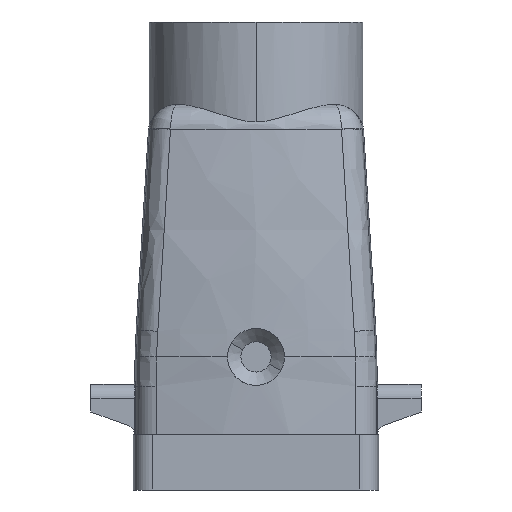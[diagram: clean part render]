
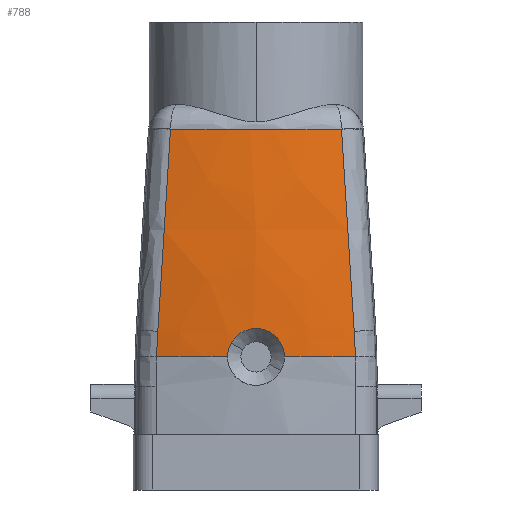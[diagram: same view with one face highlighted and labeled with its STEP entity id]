
A CAD part, front view. The second image highlights one B-rep face of the part: STEP entity #788.
In plain terms, the highlighted face is a revolution surface.
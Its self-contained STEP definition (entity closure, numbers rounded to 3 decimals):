
#710=AXIS2_PLACEMENT_3D('Circle Axis2P3D',#708,#709,$) ;
#741=AXIS2_PLACEMENT_3D('Circle Axis2P3D',#739,#740,$) ;
#772=AXIS2_PLACEMENT_3D('Circle Axis2P3D',#770,#771,$) ;
#577=CARTESIAN_POINT('Vertex',(21.1,0.196,14.5)) ;
#583=CARTESIAN_POINT('Control Point',(21.1,0.196,14.5)) ;
#584=CARTESIAN_POINT('Control Point',(21.1,0.196,15.198)) ;
#585=CARTESIAN_POINT('Control Point',(20.904,0.187,15.896)) ;
#586=CARTESIAN_POINT('Control Point',(20.51,0.168,16.521)) ;
#587=CARTESIAN_POINT('Control Point',(19.69,0.139,17.238)) ;
#588=CARTESIAN_POINT('Control Point',(18.678,0.124,17.555)) ;
#589=CARTESIAN_POINT('Control Point',(18.33,0.121,17.612)) ;
#590=CARTESIAN_POINT('Control Point',(17.38,0.12,17.632)) ;
#591=CARTESIAN_POINT('Control Point',(16.474,0.136,17.298)) ;
#592=CARTESIAN_POINT('Control Point',(15.967,0.152,16.953)) ;
#593=CARTESIAN_POINT('Control Point',(15.562,0.167,16.503)) ;
#594=CARTESIAN_POINT('Control Point',(15.279,0.179,15.986)) ;
#595=CARTESIAN_POINT('Vertex',(15.279,0.179,15.986)) ;
#673=CARTESIAN_POINT('Control Point',(14.9,0.196,14.5)) ;
#674=CARTESIAN_POINT('Control Point',(14.9,0.196,15.016)) ;
#675=CARTESIAN_POINT('Control Point',(15.032,0.19,15.532)) ;
#676=CARTESIAN_POINT('Control Point',(15.279,0.179,15.986)) ;
#677=CARTESIAN_POINT('Vertex',(14.9,0.196,14.5)) ;
#700=CARTESIAN_POINT('Control Point',(-2.,4.274,14.5)) ;
#701=CARTESIAN_POINT('Control Point',(-2.,4.274,22.797)) ;
#702=CARTESIAN_POINT('Control Point',(-1.812,4.705,31.095)) ;
#703=CARTESIAN_POINT('Control Point',(-1.437,5.563,39.339)) ;
#704=CARTESIAN_POINT('Axis1P Location',(18.,50.1,14.5)) ;
#708=CARTESIAN_POINT('Axis2P3D Location',(18.,50.1,14.5)) ;
#712=CARTESIAN_POINT('Vertex',(28.841,1.289,14.5)) ;
#716=CARTESIAN_POINT('Control Point',(28.703,1.277,17.293)) ;
#717=CARTESIAN_POINT('Control Point',(28.763,1.278,16.363)) ;
#718=CARTESIAN_POINT('Control Point',(28.809,1.282,15.432)) ;
#719=CARTESIAN_POINT('Control Point',(28.841,1.289,14.5)) ;
#720=CARTESIAN_POINT('Vertex',(28.703,1.277,17.293)) ;
#724=CARTESIAN_POINT('Control Point',(27.321,2.408,39.328)) ;
#725=CARTESIAN_POINT('Control Point',(27.77,1.649,32.009)) ;
#726=CARTESIAN_POINT('Control Point',(28.232,1.269,24.651)) ;
#727=CARTESIAN_POINT('Control Point',(28.703,1.277,17.293)) ;
#728=CARTESIAN_POINT('Vertex',(27.321,2.408,39.328)) ;
#732=CARTESIAN_POINT('Control Point',(27.321,2.408,39.328)) ;
#733=CARTESIAN_POINT('Control Point',(27.321,2.408,39.332)) ;
#734=CARTESIAN_POINT('Control Point',(27.321,2.409,39.335)) ;
#735=CARTESIAN_POINT('Control Point',(27.32,2.409,39.339)) ;
#736=CARTESIAN_POINT('Vertex',(27.321,2.409,39.339)) ;
#739=CARTESIAN_POINT('Axis2P3D Location',(18.,50.1,39.339)) ;
#743=CARTESIAN_POINT('Vertex',(8.679,2.409,39.339)) ;
#747=CARTESIAN_POINT('Control Point',(8.679,2.408,39.328)) ;
#748=CARTESIAN_POINT('Control Point',(8.679,2.408,39.332)) ;
#749=CARTESIAN_POINT('Control Point',(8.679,2.409,39.335)) ;
#750=CARTESIAN_POINT('Control Point',(8.68,2.409,39.339)) ;
#751=CARTESIAN_POINT('Vertex',(8.679,2.408,39.328)) ;
#755=CARTESIAN_POINT('Control Point',(7.297,1.277,17.293)) ;
#756=CARTESIAN_POINT('Control Point',(7.768,1.269,24.651)) ;
#757=CARTESIAN_POINT('Control Point',(8.23,1.649,32.009)) ;
#758=CARTESIAN_POINT('Control Point',(8.679,2.408,39.328)) ;
#759=CARTESIAN_POINT('Vertex',(7.297,1.277,17.293)) ;
#763=CARTESIAN_POINT('Control Point',(7.159,1.289,14.5)) ;
#764=CARTESIAN_POINT('Control Point',(7.191,1.282,15.432)) ;
#765=CARTESIAN_POINT('Control Point',(7.237,1.278,16.363)) ;
#766=CARTESIAN_POINT('Control Point',(7.297,1.277,17.293)) ;
#767=CARTESIAN_POINT('Vertex',(7.159,1.289,14.5)) ;
#770=CARTESIAN_POINT('Axis2P3D Location',(18.,50.1,14.5)) ;
#705=DIRECTION('Axis1P Direction',(0.,0.,1.)) ;
#709=DIRECTION('Axis2P3D Direction',(0.,0.,1.)) ;
#740=DIRECTION('Axis2P3D Direction',(0.,0.,1.)) ;
#771=DIRECTION('Axis2P3D Direction',(0.,0.,1.)) ;
#706=AXIS1_PLACEMENT('Revolution Surface Axis1P',#704,#705) ;
#776=ORIENTED_EDGE('',*,*,#679,.T.) ;
#777=ORIENTED_EDGE('',*,*,#597,.F.) ;
#778=ORIENTED_EDGE('',*,*,#714,.T.) ;
#779=ORIENTED_EDGE('',*,*,#722,.T.) ;
#780=ORIENTED_EDGE('',*,*,#730,.T.) ;
#781=ORIENTED_EDGE('',*,*,#738,.T.) ;
#782=ORIENTED_EDGE('',*,*,#745,.T.) ;
#783=ORIENTED_EDGE('',*,*,#753,.F.) ;
#784=ORIENTED_EDGE('',*,*,#761,.F.) ;
#785=ORIENTED_EDGE('',*,*,#769,.F.) ;
#786=ORIENTED_EDGE('',*,*,#774,.T.) ;
#788=ADVANCED_FACE('Hauptk\X2\00F6\X0\rper',(#787),#707,.T.) ;
#582=B_SPLINE_CURVE_WITH_KNOTS('',5,(#583,#584,#585,#586,#587,#588,#589,#590,#591,#592,#593,#594),.UNSPECIFIED.,.F.,.U.,(6,3,3,6),(0.,4.935,7.385,11.54),.UNSPECIFIED.) ;
#672=B_SPLINE_CURVE_WITH_KNOTS('',3,(#673,#674,#675,#676),.UNSPECIFIED.,.F.,.U.,(4,4),(0.,2.191),.UNSPECIFIED.) ;
#699=B_SPLINE_CURVE_WITH_KNOTS('',3,(#700,#701,#702,#703),.UNSPECIFIED.,.F.,.U.,(4,4),(0.,24.892),.UNSPECIFIED.) ;
#715=B_SPLINE_CURVE_WITH_KNOTS('',3,(#716,#717,#718,#719),.UNSPECIFIED.,.F.,.U.,(4,4),(44.369,48.354),.UNSPECIFIED.) ;
#723=B_SPLINE_CURVE_WITH_KNOTS('',3,(#724,#725,#726,#727),.UNSPECIFIED.,.F.,.U.,(4,4),(11.538,42.616),.UNSPECIFIED.) ;
#731=B_SPLINE_CURVE_WITH_KNOTS('',3,(#732,#733,#734,#735),.UNSPECIFIED.,.F.,.U.,(4,4),(7.181,7.336),.UNSPECIFIED.) ;
#746=B_SPLINE_CURVE_WITH_KNOTS('',3,(#747,#748,#749,#750),.UNSPECIFIED.,.F.,.U.,(4,4),(7.181,7.336),.UNSPECIFIED.) ;
#754=B_SPLINE_CURVE_WITH_KNOTS('',3,(#755,#756,#757,#758),.UNSPECIFIED.,.F.,.U.,(4,4),(11.7,42.778),.UNSPECIFIED.) ;
#762=B_SPLINE_CURVE_WITH_KNOTS('',3,(#763,#764,#765,#766),.UNSPECIFIED.,.F.,.U.,(4,4),(7.861,11.847),.UNSPECIFIED.) ;
#711=CIRCLE('generated circle',#710,50.) ;
#742=CIRCLE('generated circle',#741,48.593) ;
#773=CIRCLE('generated circle',#772,50.) ;
#597=EDGE_CURVE('',#578,#596,#582,.T.) ;
#679=EDGE_CURVE('',#678,#596,#672,.T.) ;
#714=EDGE_CURVE('',#578,#713,#711,.T.) ;
#722=EDGE_CURVE('',#713,#721,#715,.F.) ;
#730=EDGE_CURVE('',#721,#729,#723,.F.) ;
#738=EDGE_CURVE('',#729,#737,#731,.T.) ;
#745=EDGE_CURVE('',#737,#744,#742,.F.) ;
#753=EDGE_CURVE('',#752,#744,#746,.T.) ;
#761=EDGE_CURVE('',#760,#752,#754,.T.) ;
#769=EDGE_CURVE('',#768,#760,#762,.T.) ;
#774=EDGE_CURVE('',#768,#678,#773,.T.) ;
#775=EDGE_LOOP('',(#776,#777,#778,#779,#780,#781,#782,#783,#784,#785,#786)) ;
#787=FACE_OUTER_BOUND('',#775,.T.) ;
#707=SURFACE_OF_REVOLUTION('Surface of Revolution',#699,#706) ;
#578=VERTEX_POINT('',#577) ;
#596=VERTEX_POINT('',#595) ;
#678=VERTEX_POINT('',#677) ;
#713=VERTEX_POINT('',#712) ;
#721=VERTEX_POINT('',#720) ;
#729=VERTEX_POINT('',#728) ;
#737=VERTEX_POINT('',#736) ;
#744=VERTEX_POINT('',#743) ;
#752=VERTEX_POINT('',#751) ;
#760=VERTEX_POINT('',#759) ;
#768=VERTEX_POINT('',#767) ;
